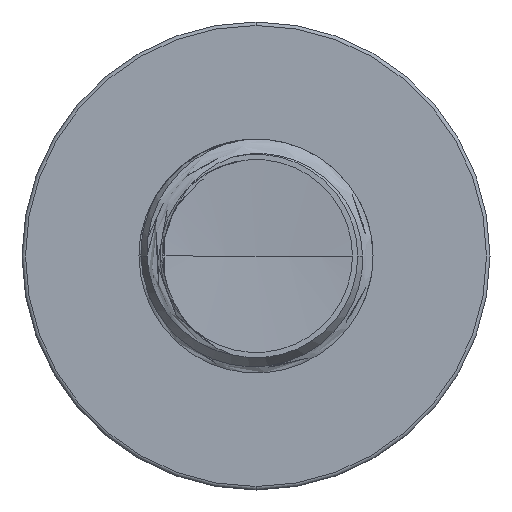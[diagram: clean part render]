
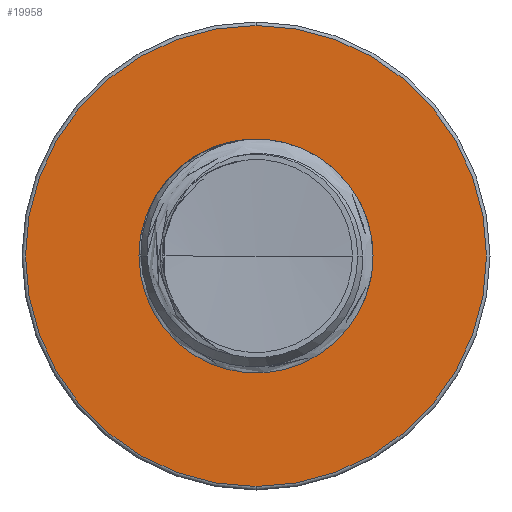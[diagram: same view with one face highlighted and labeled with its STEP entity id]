
A CAD part, front view. The second image highlights one B-rep face of the part: STEP entity #19958.
In plain terms, the highlighted planar face has unit normal (0, -1, 0).
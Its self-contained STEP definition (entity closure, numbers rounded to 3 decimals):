
#364 = ORIENTED_EDGE ( 'NONE', *, *, #20416, .F. ) ;
#1937 = VERTEX_POINT ( 'NONE', #6951 ) ;
#2861 = EDGE_LOOP ( 'NONE', ( #11890, #364 ) ) ;
#2871 = DIRECTION ( 'NONE',  ( 0., -1., 0. ) ) ;
#3583 = CIRCLE ( 'NONE', #10999, 5.91 ) ;
#5919 = DIRECTION ( 'NONE',  ( 0., -1., 0. ) ) ;
#5959 = AXIS2_PLACEMENT_3D ( 'NONE', #25465, #5919, #19688 ) ;
#6951 = CARTESIAN_POINT ( 'NONE',  ( 0., 10., -5.91 ) ) ;
#7089 = FACE_BOUND ( 'NONE', #2861, .T. ) ;
#8027 = CARTESIAN_POINT ( 'NONE',  ( 0., 10., 5.91 ) ) ;
#8501 = AXIS2_PLACEMENT_3D ( 'NONE', #8746, #22435, #10737 ) ;
#8746 = CARTESIAN_POINT ( 'NONE',  ( 0., 10., 0. ) ) ;
#10726 = VERTEX_POINT ( 'NONE', #20566 ) ;
#10737 = DIRECTION ( 'NONE',  ( 0., 0., -1. ) ) ;
#10999 = AXIS2_PLACEMENT_3D ( 'NONE', #11212, #24833, #13200 ) ;
#11212 = CARTESIAN_POINT ( 'NONE',  ( 0., 10., 0. ) ) ;
#11652 = CARTESIAN_POINT ( 'NONE',  ( 0., 10., 0. ) ) ;
#11890 = ORIENTED_EDGE ( 'NONE', *, *, #12045, .F. ) ;
#12045 = EDGE_CURVE ( 'NONE', #10726, #15897, #22176, .T. ) ;
#12420 = ORIENTED_EDGE ( 'NONE', *, *, #22174, .T. ) ;
#12994 = EDGE_LOOP ( 'NONE', ( #21681, #12420 ) ) ;
#13200 = DIRECTION ( 'NONE',  ( 0., 0., -1. ) ) ;
#13634 = DIRECTION ( 'NONE',  ( 0., 0., -1. ) ) ;
#14759 = CARTESIAN_POINT ( 'NONE',  ( 0., 10., 0. ) ) ;
#15745 = CIRCLE ( 'NONE', #21773, 2.923 ) ;
#15897 = VERTEX_POINT ( 'NONE', #18984 ) ;
#16690 = AXIS2_PLACEMENT_3D ( 'NONE', #14759, #2871, #16733 ) ;
#16733 = DIRECTION ( 'NONE',  ( 0., 0., -1. ) ) ;
#17580 = FACE_OUTER_BOUND ( 'NONE', #12994, .T. ) ;
#17775 = PLANE ( 'NONE',  #5959 ) ;
#18984 = CARTESIAN_POINT ( 'NONE',  ( 0., 10., 2.923 ) ) ;
#19688 = DIRECTION ( 'NONE',  ( 0., 0., -1. ) ) ;
#19958 = ADVANCED_FACE ( 'NONE', ( #17580, #7089 ), #17775, .T. ) ;
#20416 = EDGE_CURVE ( 'NONE', #15897, #10726, #15745, .T. ) ;
#20566 = CARTESIAN_POINT ( 'NONE',  ( 0., 10., -2.923 ) ) ;
#21681 = ORIENTED_EDGE ( 'NONE', *, *, #24752, .T. ) ;
#21773 = AXIS2_PLACEMENT_3D ( 'NONE', #11652, #25276, #13634 ) ;
#22174 = EDGE_CURVE ( 'NONE', #24212, #1937, #23290, .T. ) ;
#22176 = CIRCLE ( 'NONE', #16690, 2.923 ) ;
#22435 = DIRECTION ( 'NONE',  ( 0., -1., 0. ) ) ;
#23290 = CIRCLE ( 'NONE', #8501, 5.91 ) ;
#24212 = VERTEX_POINT ( 'NONE', #8027 ) ;
#24752 = EDGE_CURVE ( 'NONE', #1937, #24212, #3583, .T. ) ;
#24833 = DIRECTION ( 'NONE',  ( 0., -1., 0. ) ) ;
#25276 = DIRECTION ( 'NONE',  ( 0., -1., 0. ) ) ;
#25465 = CARTESIAN_POINT ( 'NONE',  ( 0., 10., 2.923 ) ) ;
